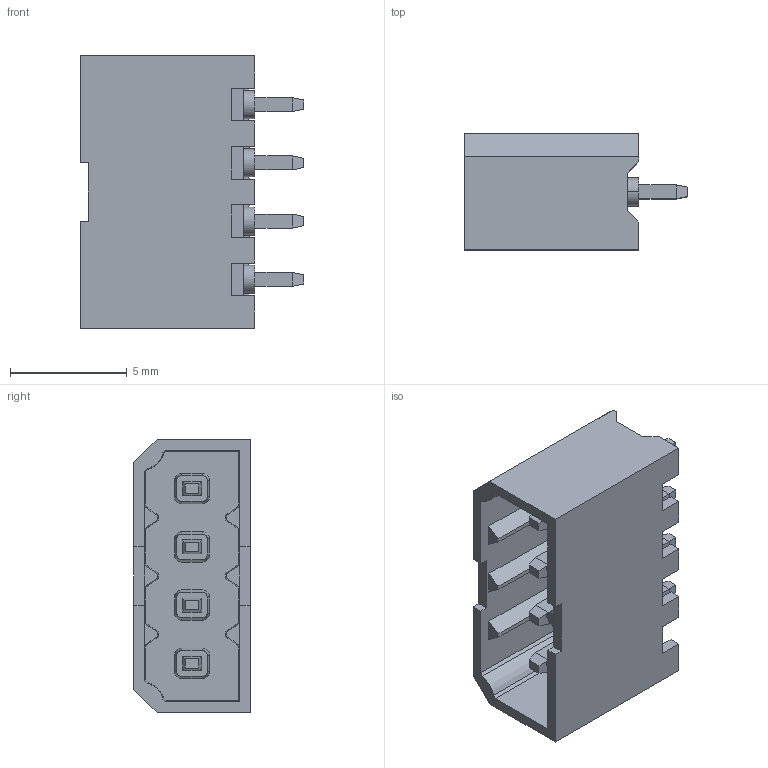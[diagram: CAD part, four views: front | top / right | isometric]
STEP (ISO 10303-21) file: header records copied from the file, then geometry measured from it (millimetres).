
FILE_DESCRIPTION (( 'STEP AP214' ), '1' );
FILE_NAME ('pxc_1815280_01_PTSM-0-5-4-HV-2-5-THR-WH-R32_3D_nocap.stp', '2020-03-01T20:34:09', ( '' ), ( '' ), 'SwSTEP 2.0', 'SolidWorks 2018', '' );
FILE_SCHEMA (( 'AUTOMOTIVE_DESIGN' ));
Length unit declared in the file: millimetre
Products named in the file (2): pxc_1815280_01_PTSM-0-5-4-HV-2-5-THR-WH-R32_3D_nocap; ptsm_0.5-4-hv-2.5-thr-wh
Assembly tree (1 placements, depth 2):
  pxc_1815280_01_PTSM-0-5-4-HV-2-5-THR-WH-R32_3D_nocap
    ptsm_0.5-4-hv-2.5-thr-wh
Bounding box: 9.6 x 5 x 11.7 mm (x, y, z)
Volume: 222.4 mm3; surface area: 588.7 mm2
Topology: 1 solids, 1 shells, 236 faces, 610 edges, 396 vertices
Faces by surface type: plane 210, cone 18, cylinder 8
Entity records: 9712 total; most frequent: CARTESIAN_POINT 1258, ORIENTED_EDGE 1220, DIRECTION 1138, EDGE_CURVE 610, VECTOR 554, LINE 554, VERTEX_POINT 396, AXIS2_PLACEMENT_3D 292
